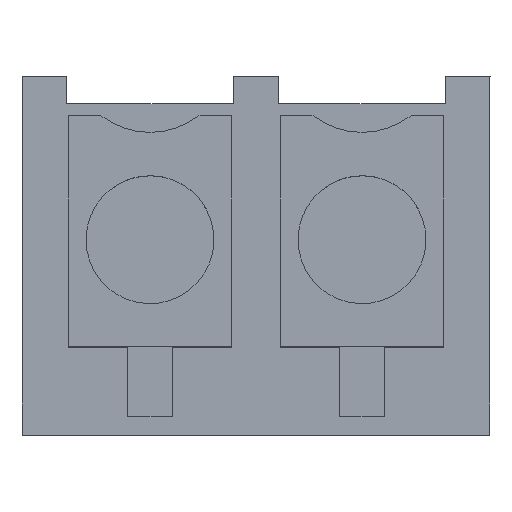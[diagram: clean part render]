
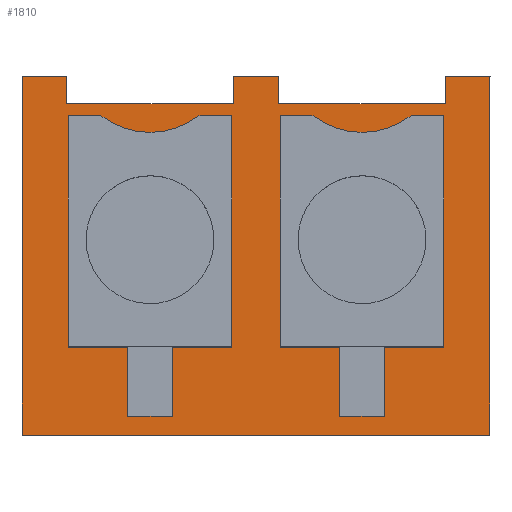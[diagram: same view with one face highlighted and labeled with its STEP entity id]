
A CAD part, top view. The second image highlights one B-rep face of the part: STEP entity #1810.
In plain terms, the highlighted planar face has unit normal (0, 0, 1).
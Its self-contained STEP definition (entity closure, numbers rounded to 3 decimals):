
#915=AXIS2_PLACEMENT_3D('Circle Axis2P3D',#913,#914,$) ;
#1698=AXIS2_PLACEMENT_3D('Plane Axis2P3D',#1695,#1696,#1697) ;
#1770=AXIS2_PLACEMENT_3D('Circle Axis2P3D',#1768,#1769,$) ;
#84=CARTESIAN_POINT('Line Origine',(4.205,0.,9.4)) ;
#88=CARTESIAN_POINT('Vertex',(0.,0.,9.4)) ;
#90=CARTESIAN_POINT('Vertex',(8.41,0.,9.4)) ;
#497=CARTESIAN_POINT('Vertex',(3.8,6.45,9.4)) ;
#500=CARTESIAN_POINT('Line Origine',(4.205,6.45,9.4)) ;
#504=CARTESIAN_POINT('Vertex',(4.61,6.45,9.4)) ;
#536=CARTESIAN_POINT('Vertex',(3.8,5.95,9.4)) ;
#539=CARTESIAN_POINT('Line Origine',(3.8,6.2,9.4)) ;
#570=CARTESIAN_POINT('Vertex',(0.8,5.95,9.4)) ;
#573=CARTESIAN_POINT('Line Origine',(2.3,5.95,9.4)) ;
#680=CARTESIAN_POINT('Vertex',(0.8,6.45,9.4)) ;
#683=CARTESIAN_POINT('Line Origine',(0.8,6.2,9.4)) ;
#700=CARTESIAN_POINT('Vertex',(0.,6.45,9.4)) ;
#705=CARTESIAN_POINT('Line Origine',(0.4,6.45,9.4)) ;
#741=CARTESIAN_POINT('Vertex',(3.773,1.58,9.4)) ;
#744=CARTESIAN_POINT('Line Origine',(3.773,3.654,9.4)) ;
#748=CARTESIAN_POINT('Vertex',(3.773,5.728,9.4)) ;
#773=CARTESIAN_POINT('Vertex',(0.827,1.58,9.4)) ;
#778=CARTESIAN_POINT('Line Origine',(2.3,1.58,9.4)) ;
#846=CARTESIAN_POINT('Vertex',(0.827,5.728,9.4)) ;
#849=CARTESIAN_POINT('Line Origine',(0.827,3.654,9.4)) ;
#878=CARTESIAN_POINT('Vertex',(1.419,5.728,9.4)) ;
#881=CARTESIAN_POINT('Line Origine',(1.123,5.728,9.4)) ;
#910=CARTESIAN_POINT('Vertex',(3.181,5.728,9.4)) ;
#913=CARTESIAN_POINT('Axis2P3D Location',(2.3,6.87,9.4)) ;
#931=CARTESIAN_POINT('Line Origine',(3.477,5.728,9.4)) ;
#1695=CARTESIAN_POINT('Axis2P3D Location',(20.83,7.95,9.4)) ;
#1700=CARTESIAN_POINT('Line Origine',(0.,3.225,9.4)) ;
#1705=CARTESIAN_POINT('Line Origine',(8.41,3.225,9.4)) ;
#1709=CARTESIAN_POINT('Vertex',(8.41,6.45,9.4)) ;
#1712=CARTESIAN_POINT('Line Origine',(8.01,6.45,9.4)) ;
#1716=CARTESIAN_POINT('Vertex',(7.61,6.45,9.4)) ;
#1719=CARTESIAN_POINT('Line Origine',(7.61,6.2,9.4)) ;
#1723=CARTESIAN_POINT('Vertex',(7.61,5.95,9.4)) ;
#1726=CARTESIAN_POINT('Line Origine',(6.11,5.95,9.4)) ;
#1730=CARTESIAN_POINT('Vertex',(4.61,5.95,9.4)) ;
#1733=CARTESIAN_POINT('Line Origine',(4.61,6.2,9.4)) ;
#1752=CARTESIAN_POINT('Line Origine',(4.637,3.654,9.4)) ;
#1756=CARTESIAN_POINT('Vertex',(4.637,5.728,9.4)) ;
#1758=CARTESIAN_POINT('Vertex',(4.637,1.58,9.4)) ;
#1761=CARTESIAN_POINT('Line Origine',(4.933,5.728,9.4)) ;
#1765=CARTESIAN_POINT('Vertex',(5.229,5.728,9.4)) ;
#1768=CARTESIAN_POINT('Axis2P3D Location',(6.11,6.87,9.4)) ;
#1772=CARTESIAN_POINT('Vertex',(6.991,5.728,9.4)) ;
#1775=CARTESIAN_POINT('Line Origine',(7.287,5.728,9.4)) ;
#1779=CARTESIAN_POINT('Vertex',(7.583,5.728,9.4)) ;
#1782=CARTESIAN_POINT('Line Origine',(7.583,3.654,9.4)) ;
#1786=CARTESIAN_POINT('Vertex',(7.583,1.58,9.4)) ;
#1789=CARTESIAN_POINT('Line Origine',(6.11,1.58,9.4)) ;
#85=DIRECTION('Vector Direction',(-1.,0.,0.)) ;
#501=DIRECTION('Vector Direction',(1.,0.,0.)) ;
#540=DIRECTION('Vector Direction',(0.,-1.,0.)) ;
#574=DIRECTION('Vector Direction',(-1.,0.,0.)) ;
#684=DIRECTION('Vector Direction',(0.,1.,0.)) ;
#706=DIRECTION('Vector Direction',(-1.,0.,0.)) ;
#745=DIRECTION('Vector Direction',(0.,-1.,0.)) ;
#779=DIRECTION('Vector Direction',(1.,0.,0.)) ;
#850=DIRECTION('Vector Direction',(0.,1.,0.)) ;
#882=DIRECTION('Vector Direction',(1.,0.,0.)) ;
#914=DIRECTION('Axis2P3D Direction',(0.,0.,1.)) ;
#932=DIRECTION('Vector Direction',(1.,0.,0.)) ;
#1696=DIRECTION('Axis2P3D Direction',(0.,0.,1.)) ;
#1697=DIRECTION('Axis2P3D XDirection',(-1.,0.,0.)) ;
#1701=DIRECTION('Vector Direction',(0.,1.,0.)) ;
#1706=DIRECTION('Vector Direction',(0.,1.,0.)) ;
#1713=DIRECTION('Vector Direction',(1.,0.,0.)) ;
#1720=DIRECTION('Vector Direction',(0.,-1.,0.)) ;
#1727=DIRECTION('Vector Direction',(-1.,0.,0.)) ;
#1734=DIRECTION('Vector Direction',(0.,1.,0.)) ;
#1753=DIRECTION('Vector Direction',(0.,1.,0.)) ;
#1762=DIRECTION('Vector Direction',(1.,0.,0.)) ;
#1769=DIRECTION('Axis2P3D Direction',(0.,0.,1.)) ;
#1776=DIRECTION('Vector Direction',(1.,0.,0.)) ;
#1783=DIRECTION('Vector Direction',(0.,-1.,0.)) ;
#1790=DIRECTION('Vector Direction',(1.,0.,0.)) ;
#86=VECTOR('Line Direction',#85,1.) ;
#502=VECTOR('Line Direction',#501,1.) ;
#541=VECTOR('Line Direction',#540,1.) ;
#575=VECTOR('Line Direction',#574,1.) ;
#685=VECTOR('Line Direction',#684,1.) ;
#707=VECTOR('Line Direction',#706,1.) ;
#746=VECTOR('Line Direction',#745,1.) ;
#780=VECTOR('Line Direction',#779,1.) ;
#851=VECTOR('Line Direction',#850,1.) ;
#883=VECTOR('Line Direction',#882,1.) ;
#933=VECTOR('Line Direction',#932,1.) ;
#1702=VECTOR('Line Direction',#1701,1.) ;
#1707=VECTOR('Line Direction',#1706,1.) ;
#1714=VECTOR('Line Direction',#1713,1.) ;
#1721=VECTOR('Line Direction',#1720,1.) ;
#1728=VECTOR('Line Direction',#1727,1.) ;
#1735=VECTOR('Line Direction',#1734,1.) ;
#1754=VECTOR('Line Direction',#1753,1.) ;
#1763=VECTOR('Line Direction',#1762,1.) ;
#1777=VECTOR('Line Direction',#1776,1.) ;
#1784=VECTOR('Line Direction',#1783,1.) ;
#1791=VECTOR('Line Direction',#1790,1.) ;
#1739=ORIENTED_EDGE('',*,*,#1704,.T.) ;
#1740=ORIENTED_EDGE('',*,*,#92,.T.) ;
#1741=ORIENTED_EDGE('',*,*,#1711,.T.) ;
#1742=ORIENTED_EDGE('',*,*,#1718,.T.) ;
#1743=ORIENTED_EDGE('',*,*,#1725,.T.) ;
#1744=ORIENTED_EDGE('',*,*,#1732,.T.) ;
#1745=ORIENTED_EDGE('',*,*,#1737,.T.) ;
#1746=ORIENTED_EDGE('',*,*,#506,.T.) ;
#1747=ORIENTED_EDGE('',*,*,#543,.T.) ;
#1748=ORIENTED_EDGE('',*,*,#577,.T.) ;
#1749=ORIENTED_EDGE('',*,*,#687,.T.) ;
#1750=ORIENTED_EDGE('',*,*,#709,.T.) ;
#1795=ORIENTED_EDGE('',*,*,#1760,.F.) ;
#1796=ORIENTED_EDGE('',*,*,#1767,.F.) ;
#1797=ORIENTED_EDGE('',*,*,#1774,.F.) ;
#1798=ORIENTED_EDGE('',*,*,#1781,.F.) ;
#1799=ORIENTED_EDGE('',*,*,#1788,.F.) ;
#1800=ORIENTED_EDGE('',*,*,#1793,.F.) ;
#1803=ORIENTED_EDGE('',*,*,#917,.F.) ;
#1804=ORIENTED_EDGE('',*,*,#935,.F.) ;
#1805=ORIENTED_EDGE('',*,*,#750,.F.) ;
#1806=ORIENTED_EDGE('',*,*,#782,.F.) ;
#1807=ORIENTED_EDGE('',*,*,#853,.F.) ;
#1808=ORIENTED_EDGE('',*,*,#885,.F.) ;
#1801=FACE_BOUND('',#1794,.T.) ;
#1809=FACE_BOUND('',#1802,.T.) ;
#1810=ADVANCED_FACE('HOUSING',(#1751,#1801,#1809),#1699,.T.) ;
#916=CIRCLE('generated circle',#915,1.442) ;
#1771=CIRCLE('generated circle',#1770,1.442) ;
#92=EDGE_CURVE('',#89,#91,#87,.F.) ;
#506=EDGE_CURVE('',#505,#498,#503,.F.) ;
#543=EDGE_CURVE('',#498,#537,#542,.T.) ;
#577=EDGE_CURVE('',#537,#571,#576,.T.) ;
#687=EDGE_CURVE('',#571,#681,#686,.T.) ;
#709=EDGE_CURVE('',#681,#701,#708,.T.) ;
#750=EDGE_CURVE('',#742,#749,#747,.F.) ;
#782=EDGE_CURVE('',#774,#742,#781,.T.) ;
#853=EDGE_CURVE('',#847,#774,#852,.F.) ;
#885=EDGE_CURVE('',#879,#847,#884,.F.) ;
#917=EDGE_CURVE('',#911,#879,#916,.F.) ;
#935=EDGE_CURVE('',#749,#911,#934,.F.) ;
#1704=EDGE_CURVE('',#701,#89,#1703,.F.) ;
#1711=EDGE_CURVE('',#91,#1710,#1708,.T.) ;
#1718=EDGE_CURVE('',#1710,#1717,#1715,.F.) ;
#1725=EDGE_CURVE('',#1717,#1724,#1722,.T.) ;
#1732=EDGE_CURVE('',#1724,#1731,#1729,.T.) ;
#1737=EDGE_CURVE('',#1731,#505,#1736,.T.) ;
#1760=EDGE_CURVE('',#1757,#1759,#1755,.F.) ;
#1767=EDGE_CURVE('',#1766,#1757,#1764,.F.) ;
#1774=EDGE_CURVE('',#1773,#1766,#1771,.F.) ;
#1781=EDGE_CURVE('',#1780,#1773,#1778,.F.) ;
#1788=EDGE_CURVE('',#1787,#1780,#1785,.F.) ;
#1793=EDGE_CURVE('',#1759,#1787,#1792,.T.) ;
#1738=EDGE_LOOP('',(#1739,#1740,#1741,#1742,#1743,#1744,#1745,#1746,#1747,#1748,#1749,#1750)) ;
#1794=EDGE_LOOP('',(#1795,#1796,#1797,#1798,#1799,#1800)) ;
#1802=EDGE_LOOP('',(#1803,#1804,#1805,#1806,#1807,#1808)) ;
#1751=FACE_OUTER_BOUND('',#1738,.T.) ;
#87=LINE('Line',#84,#86) ;
#503=LINE('Line',#500,#502) ;
#542=LINE('Line',#539,#541) ;
#576=LINE('Line',#573,#575) ;
#686=LINE('Line',#683,#685) ;
#708=LINE('Line',#705,#707) ;
#747=LINE('Line',#744,#746) ;
#781=LINE('Line',#778,#780) ;
#852=LINE('Line',#849,#851) ;
#884=LINE('Line',#881,#883) ;
#934=LINE('Line',#931,#933) ;
#1703=LINE('Line',#1700,#1702) ;
#1708=LINE('Line',#1705,#1707) ;
#1715=LINE('Line',#1712,#1714) ;
#1722=LINE('Line',#1719,#1721) ;
#1729=LINE('Line',#1726,#1728) ;
#1736=LINE('Line',#1733,#1735) ;
#1755=LINE('Line',#1752,#1754) ;
#1764=LINE('Line',#1761,#1763) ;
#1778=LINE('Line',#1775,#1777) ;
#1785=LINE('Line',#1782,#1784) ;
#1792=LINE('Line',#1789,#1791) ;
#1699=PLANE('',#1698) ;
#89=VERTEX_POINT('',#88) ;
#91=VERTEX_POINT('',#90) ;
#498=VERTEX_POINT('',#497) ;
#505=VERTEX_POINT('',#504) ;
#537=VERTEX_POINT('',#536) ;
#571=VERTEX_POINT('',#570) ;
#681=VERTEX_POINT('',#680) ;
#701=VERTEX_POINT('',#700) ;
#742=VERTEX_POINT('',#741) ;
#749=VERTEX_POINT('',#748) ;
#774=VERTEX_POINT('',#773) ;
#847=VERTEX_POINT('',#846) ;
#879=VERTEX_POINT('',#878) ;
#911=VERTEX_POINT('',#910) ;
#1710=VERTEX_POINT('',#1709) ;
#1717=VERTEX_POINT('',#1716) ;
#1724=VERTEX_POINT('',#1723) ;
#1731=VERTEX_POINT('',#1730) ;
#1757=VERTEX_POINT('',#1756) ;
#1759=VERTEX_POINT('',#1758) ;
#1766=VERTEX_POINT('',#1765) ;
#1773=VERTEX_POINT('',#1772) ;
#1780=VERTEX_POINT('',#1779) ;
#1787=VERTEX_POINT('',#1786) ;
